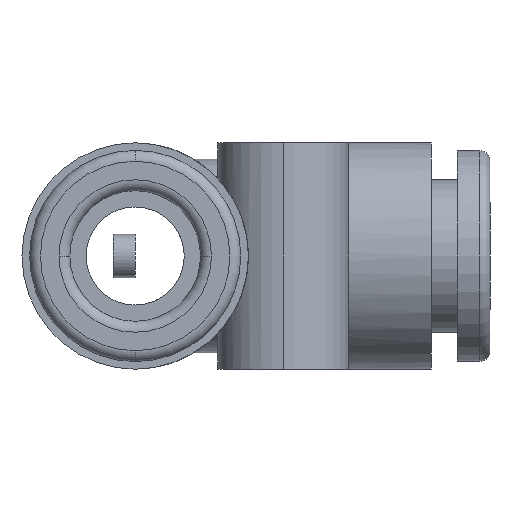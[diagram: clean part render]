
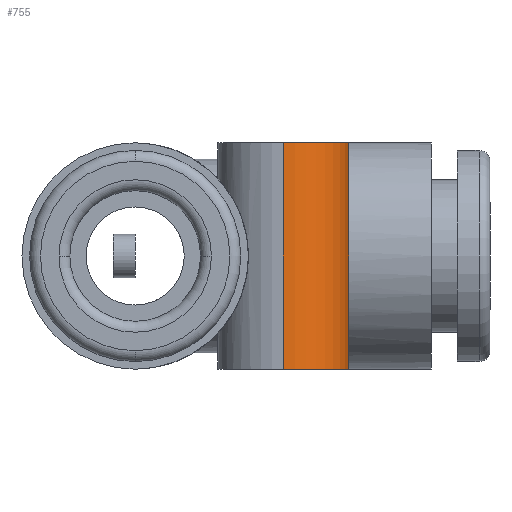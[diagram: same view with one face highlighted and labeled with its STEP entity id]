
A CAD part, left-side view. The second image highlights one B-rep face of the part: STEP entity #755.
In plain terms, the highlighted cylindrical face has radius 3 mm (diameter 6 mm), a partial arc.
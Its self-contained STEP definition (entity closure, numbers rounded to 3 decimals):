
#23 = CARTESIAN_POINT ( 'NONE',  ( -6.8, -6.8, 5.2 ) ) ;
#111 = CARTESIAN_POINT ( 'NONE',  ( -3.8, -6.8, 5.2 ) ) ;
#204 = EDGE_CURVE ( 'NONE', #1875, #1747, #1473, .T. ) ;
#252 = EDGE_LOOP ( 'NONE', ( #341, #951, #264, #1315, #1932, #1096 ) ) ;
#264 = ORIENTED_EDGE ( 'NONE', *, *, #2413, .T. ) ;
#336 = CARTESIAN_POINT ( 'NONE',  ( -9.8, -6.8, -5.2 ) ) ;
#341 = ORIENTED_EDGE ( 'NONE', *, *, #2287, .F. ) ;
#356 = CARTESIAN_POINT ( 'NONE',  ( -4.135, -8.19, 3.156 ) ) ;
#361 = CARTESIAN_POINT ( 'NONE',  ( -3.891, -7.541, 3.45 ) ) ;
#447 = CARTESIAN_POINT ( 'NONE',  ( -6.8, -6.8, -5.2 ) ) ;
#473 = DIRECTION ( 'NONE',  ( 0., 0., 1. ) ) ;
#485 = DIRECTION ( 'NONE',  ( 1., 0., 0. ) ) ;
#519 = EDGE_CURVE ( 'NONE', #833, #725, #2113, .T. ) ;
#675 = DIRECTION ( 'NONE',  ( 0., 0., 1. ) ) ;
#725 = VERTEX_POINT ( 'NONE', #1168 ) ;
#755 = ADVANCED_FACE ( 'NONE', ( #1195 ), #1997, .T. ) ;
#760 = CARTESIAN_POINT ( 'NONE',  ( -3.8, -7.018, 3.55 ) ) ;
#833 = VERTEX_POINT ( 'NONE', #336 ) ;
#902 = AXIS2_PLACEMENT_3D ( 'NONE', #23, #675, #2323 ) ;
#951 = ORIENTED_EDGE ( 'NONE', *, *, #1332, .F. ) ;
#1034 = DIRECTION ( 'NONE',  ( 0., 0., -1. ) ) ;
#1038 = VECTOR ( 'NONE', #2701, 1000. ) ;
#1052 = CARTESIAN_POINT ( 'NONE',  ( -9.8, -6.8, 5.2 ) ) ;
#1096 = ORIENTED_EDGE ( 'NONE', *, *, #204, .T. ) ;
#1145 = CARTESIAN_POINT ( 'NONE',  ( -3.983, -7.836, 3.344 ) ) ;
#1156 = CARTESIAN_POINT ( 'NONE',  ( -4.018, -7.928, 3.301 ) ) ;
#1168 = CARTESIAN_POINT ( 'NONE',  ( -3.8, -6.8, -5.2 ) ) ;
#1195 = FACE_OUTER_BOUND ( 'NONE', #252, .T. ) ;
#1303 = VERTEX_POINT ( 'NONE', #111 ) ;
#1315 = ORIENTED_EDGE ( 'NONE', *, *, #519, .T. ) ;
#1332 = EDGE_CURVE ( 'NONE', #2584, #1303, #1371, .T. ) ;
#1341 = CARTESIAN_POINT ( 'NONE',  ( -6.8, -6.8, 5.2 ) ) ;
#1356 = DIRECTION ( 'NONE',  ( -1., 0., 0. ) ) ;
#1371 = CIRCLE ( 'NONE', #902, 3. ) ;
#1374 = DIRECTION ( 'NONE',  ( 0., 0., -1. ) ) ;
#1473 = B_SPLINE_CURVE_WITH_KNOTS ( 'NONE', 3,
 ( #1860, #1808, #1785, #1782, #1780, #1752, #1743, #1734, #1733, #1730, #1724, #1720, #1717, #1710, #1702, #1688, #1685, #1690, #1680, #1673, #1660, #1650, #1637, #1631, #1627, #1635, #356, #1156, #1145, #2340, #361, #1692, #760, #2544 ),
 .UNSPECIFIED., .F., .F.,
 ( 4, 2, 2, 2, 2, 2, 2, 2, 2, 2, 2, 2, 2, 2, 2, 2, 4 ),
 ( 0.015, 0.016, 0.017, 0.017, 0.018, 0.019, 0.019, 0.02, 0.021, 0.022, 0.022, 0.023, 0.024, 0.024, 0.025, 0.025, 0.026 ),
 .UNSPECIFIED. ) ;
#1483 = EDGE_CURVE ( 'NONE', #1875, #725, #2359, .T. ) ;
#1491 = VECTOR ( 'NONE', #1726, 1000. ) ;
#1505 = CARTESIAN_POINT ( 'NONE',  ( -3.8, -6.8, -3.55 ) ) ;
#1627 = CARTESIAN_POINT ( 'NONE',  ( -4.412, -8.624, 2.757 ) ) ;
#1631 = CARTESIAN_POINT ( 'NONE',  ( -4.507, -8.74, 2.6 ) ) ;
#1635 = CARTESIAN_POINT ( 'NONE',  ( -4.226, -8.35, 3.034 ) ) ;
#1637 = CARTESIAN_POINT ( 'NONE',  ( -4.689, -8.936, 2.257 ) ) ;
#1647 = AXIS2_PLACEMENT_3D ( 'NONE', #447, #473, #485 ) ;
#1650 = CARTESIAN_POINT ( 'NONE',  ( -4.773, -9.014, 2.074 ) ) ;
#1653 = CARTESIAN_POINT ( 'NONE',  ( -9.8, -6.8, 5.2 ) ) ;
#1660 = CARTESIAN_POINT ( 'NONE',  ( -4.922, -9.141, 1.691 ) ) ;
#1673 = CARTESIAN_POINT ( 'NONE',  ( -4.987, -9.191, 1.488 ) ) ;
#1680 = CARTESIAN_POINT ( 'NONE',  ( -5.144, -9.305, 0.871 ) ) ;
#1685 = CARTESIAN_POINT ( 'NONE',  ( -5.201, -9.338, -0.204 ) ) ;
#1688 = CARTESIAN_POINT ( 'NONE',  ( -5.187, -9.33, -0.421 ) ) ;
#1690 = CARTESIAN_POINT ( 'NONE',  ( -5.199, -9.337, 0.448 ) ) ;
#1692 = CARTESIAN_POINT ( 'NONE',  ( -3.824, -7.233, 3.525 ) ) ;
#1702 = CARTESIAN_POINT ( 'NONE',  ( -5.135, -9.296, -0.849 ) ) ;
#1705 = CARTESIAN_POINT ( 'NONE',  ( -3.8, -6.8, 5.2 ) ) ;
#1710 = CARTESIAN_POINT ( 'NONE',  ( -5.095, -9.269, -1.063 ) ) ;
#1717 = CARTESIAN_POINT ( 'NONE',  ( -4.991, -9.194, -1.476 ) ) ;
#1720 = CARTESIAN_POINT ( 'NONE',  ( -4.927, -9.145, -1.676 ) ) ;
#1724 = CARTESIAN_POINT ( 'NONE',  ( -4.778, -9.019, -2.061 ) ) ;
#1726 = DIRECTION ( 'NONE',  ( 0., 0., -1. ) ) ;
#1730 = CARTESIAN_POINT ( 'NONE',  ( -4.693, -8.94, -2.248 ) ) ;
#1733 = CARTESIAN_POINT ( 'NONE',  ( -4.513, -8.746, -2.591 ) ) ;
#1734 = CARTESIAN_POINT ( 'NONE',  ( -4.416, -8.629, -2.75 ) ) ;
#1743 = CARTESIAN_POINT ( 'NONE',  ( -4.229, -8.355, -3.031 ) ) ;
#1747 = VERTEX_POINT ( 'NONE', #2123 ) ;
#1752 = CARTESIAN_POINT ( 'NONE',  ( -4.138, -8.197, -3.152 ) ) ;
#1780 = CARTESIAN_POINT ( 'NONE',  ( -3.98, -7.841, -3.349 ) ) ;
#1782 = CARTESIAN_POINT ( 'NONE',  ( -3.915, -7.648, -3.424 ) ) ;
#1785 = CARTESIAN_POINT ( 'NONE',  ( -3.824, -7.232, -3.525 ) ) ;
#1808 = CARTESIAN_POINT ( 'NONE',  ( -3.8, -7.019, -3.55 ) ) ;
#1860 = CARTESIAN_POINT ( 'NONE',  ( -3.8, -6.8, -3.55 ) ) ;
#1875 = VERTEX_POINT ( 'NONE', #1505 ) ;
#1932 = ORIENTED_EDGE ( 'NONE', *, *, #1483, .F. ) ;
#1955 = LINE ( 'NONE', #1705, #1491 ) ;
#1997 = CYLINDRICAL_SURFACE ( 'NONE', #2654, 3. ) ;
#2113 = CIRCLE ( 'NONE', #1647, 3. ) ;
#2123 = CARTESIAN_POINT ( 'NONE',  ( -3.8, -6.8, 3.55 ) ) ;
#2156 = VECTOR ( 'NONE', #1034, 1000. ) ;
#2287 = EDGE_CURVE ( 'NONE', #1303, #1747, #1955, .T. ) ;
#2323 = DIRECTION ( 'NONE',  ( 1., 0., 0. ) ) ;
#2340 = CARTESIAN_POINT ( 'NONE',  ( -3.919, -7.643, 3.418 ) ) ;
#2359 = LINE ( 'NONE', #2539, #1038 ) ;
#2413 = EDGE_CURVE ( 'NONE', #2584, #833, #2720, .T. ) ;
#2539 = CARTESIAN_POINT ( 'NONE',  ( -3.8, -6.8, 5.2 ) ) ;
#2544 = CARTESIAN_POINT ( 'NONE',  ( -3.8, -6.8, 3.55 ) ) ;
#2584 = VERTEX_POINT ( 'NONE', #1653 ) ;
#2654 = AXIS2_PLACEMENT_3D ( 'NONE', #1341, #1374, #1356 ) ;
#2701 = DIRECTION ( 'NONE',  ( 0., 0., -1. ) ) ;
#2720 = LINE ( 'NONE', #1052, #2156 ) ;
